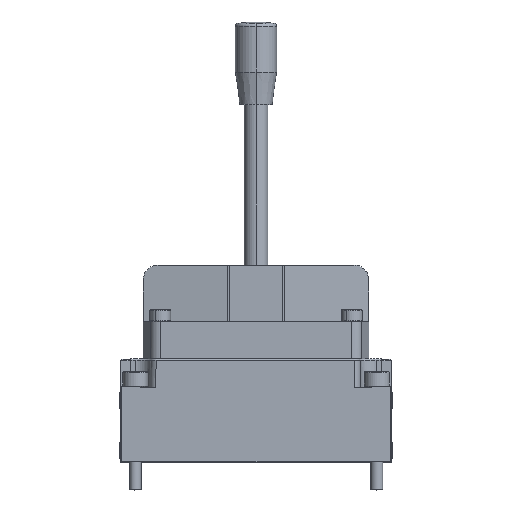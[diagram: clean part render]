
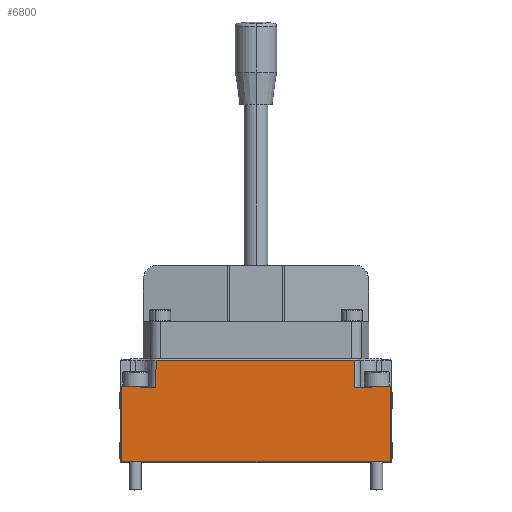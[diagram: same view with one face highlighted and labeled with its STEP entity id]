
A CAD part, top view. The second image highlights one B-rep face of the part: STEP entity #6800.
In plain terms, the highlighted planar face has unit normal (0, 0, 1).
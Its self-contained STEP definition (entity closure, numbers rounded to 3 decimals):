
#125 = CARTESIAN_POINT ( 'NONE',  ( 45.5, 0., 20. ) ) ;
#1059 = ORIENTED_EDGE ( 'NONE', *, *, #25206, .T. ) ;
#3364 = ORIENTED_EDGE ( 'NONE', *, *, #30218, .F. ) ;
#3445 = CARTESIAN_POINT ( 'NONE',  ( 33.381, 34.497, 20.001 ) ) ;
#3497 = LINE ( 'NONE', #31050, #19781 ) ;
#3600 = DIRECTION ( 'NONE',  ( 0., 0., -1. ) ) ;
#4777 = VERTEX_POINT ( 'NONE', #17032 ) ;
#5823 = EDGE_LOOP ( 'NONE', ( #1059, #35127, #3364, #34232, #20181, #27131, #30137, #21521 ) ) ;
#6741 = PLANE ( 'NONE',  #21422 ) ;
#6800 = ADVANCED_FACE ( 'NONE', ( #21648 ), #6741, .F. ) ;
#7623 = VERTEX_POINT ( 'NONE', #38062 ) ;
#7939 = CARTESIAN_POINT ( 'NONE',  ( 33.545, 25.281, 20. ) ) ;
#8560 = CARTESIAN_POINT ( 'NONE',  ( -33.792, 39.788, 20. ) ) ;
#8716 = VERTEX_POINT ( 'NONE', #12407 ) ;
#8785 = LINE ( 'NONE', #15861, #24059 ) ;
#9231 = LINE ( 'NONE', #19508, #26540 ) ;
#9287 = VERTEX_POINT ( 'NONE', #15316 ) ;
#10681 = DIRECTION ( 'NONE',  ( -1., 0., 0. ) ) ;
#10851 = LINE ( 'NONE', #8560, #18480 ) ;
#12407 = CARTESIAN_POINT ( 'NONE',  ( 45.5, 25.49, 20. ) ) ;
#12762 = DIRECTION ( 'NONE',  ( 0.017, -1., 0. ) ) ;
#13323 = EDGE_CURVE ( 'NONE', #14631, #8716, #3497, .T. ) ;
#13957 = LINE ( 'NONE', #7939, #38792 ) ;
#14109 = CARTESIAN_POINT ( 'NONE',  ( -33.875, 34.5, 20. ) ) ;
#14405 = EDGE_CURVE ( 'NONE', #7623, #33592, #10851, .T. ) ;
#14631 = VERTEX_POINT ( 'NONE', #125 ) ;
#14769 = DIRECTION ( 'NONE',  ( 0., 1., 0. ) ) ;
#15316 = CARTESIAN_POINT ( 'NONE',  ( 33.545, 25.281, 20. ) ) ;
#15861 = CARTESIAN_POINT ( 'NONE',  ( 33.292, 39.779, 20. ) ) ;
#16004 = VECTOR ( 'NONE', #41405, 1000. ) ;
#17032 = CARTESIAN_POINT ( 'NONE',  ( -45.5, 25.49, 20. ) ) ;
#17102 = EDGE_CURVE ( 'NONE', #32933, #33592, #40478, .T. ) ;
#17601 = DIRECTION ( 'NONE',  ( 1., 0.017, 0. ) ) ;
#17738 = EDGE_CURVE ( 'NONE', #9287, #8716, #13957, .T. ) ;
#18366 = DIRECTION ( 'NONE',  ( 0.017, 1., 0. ) ) ;
#18480 = VECTOR ( 'NONE', #18366, 1000. ) ;
#19508 = CARTESIAN_POINT ( 'NONE',  ( -45.5, 0., 20. ) ) ;
#19781 = VECTOR ( 'NONE', #14769, 1000. ) ;
#20181 = ORIENTED_EDGE ( 'NONE', *, *, #17738, .F. ) ;
#21422 = AXIS2_PLACEMENT_3D ( 'NONE', #23105, #3600, #26351 ) ;
#21521 = ORIENTED_EDGE ( 'NONE', *, *, #14405, .F. ) ;
#21617 = EDGE_CURVE ( 'NONE', #32933, #9287, #8785, .T. ) ;
#21648 = FACE_OUTER_BOUND ( 'NONE', #5823, .T. ) ;
#23105 = CARTESIAN_POINT ( 'NONE',  ( -46., 0., 20. ) ) ;
#23357 = LINE ( 'NONE', #34473, #30915 ) ;
#24059 = VECTOR ( 'NONE', #12762, 1000. ) ;
#25206 = EDGE_CURVE ( 'NONE', #7623, #4777, #25672, .T. ) ;
#25672 = LINE ( 'NONE', #38121, #16004 ) ;
#26351 = DIRECTION ( 'NONE',  ( 1., 0., 0. ) ) ;
#26540 = VECTOR ( 'NONE', #37497, 1000. ) ;
#27131 = ORIENTED_EDGE ( 'NONE', *, *, #21617, .F. ) ;
#30137 = ORIENTED_EDGE ( 'NONE', *, *, #17102, .T. ) ;
#30218 = EDGE_CURVE ( 'NONE', #14631, #38368, #23357, .T. ) ;
#30915 = VECTOR ( 'NONE', #41008, 1000. ) ;
#31050 = CARTESIAN_POINT ( 'NONE',  ( 45.5, 0., 20. ) ) ;
#32209 = CARTESIAN_POINT ( 'NONE',  ( -33.884, 34.494, 20.001 ) ) ;
#32933 = VERTEX_POINT ( 'NONE', #3445 ) ;
#33592 = VERTEX_POINT ( 'NONE', #32209 ) ;
#34232 = ORIENTED_EDGE ( 'NONE', *, *, #13323, .T. ) ;
#34473 = CARTESIAN_POINT ( 'NONE',  ( -46., 0., 20. ) ) ;
#35127 = ORIENTED_EDGE ( 'NONE', *, *, #38492, .T. ) ;
#36398 = VECTOR ( 'NONE', #10681, 1000. ) ;
#37497 = DIRECTION ( 'NONE',  ( 0., -1., 0. ) ) ;
#37642 = CARTESIAN_POINT ( 'NONE',  ( -45.5, 0., 20. ) ) ;
#38062 = CARTESIAN_POINT ( 'NONE',  ( -34.045, 25.29, 20. ) ) ;
#38121 = CARTESIAN_POINT ( 'NONE',  ( -45.555, 25.491, 20. ) ) ;
#38368 = VERTEX_POINT ( 'NONE', #37642 ) ;
#38492 = EDGE_CURVE ( 'NONE', #4777, #38368, #9231, .T. ) ;
#38792 = VECTOR ( 'NONE', #17601, 1000. ) ;
#40478 = LINE ( 'NONE', #14109, #36398 ) ;
#41008 = DIRECTION ( 'NONE',  ( -1., 0., 0. ) ) ;
#41405 = DIRECTION ( 'NONE',  ( -1., 0.017, 0. ) ) ;
